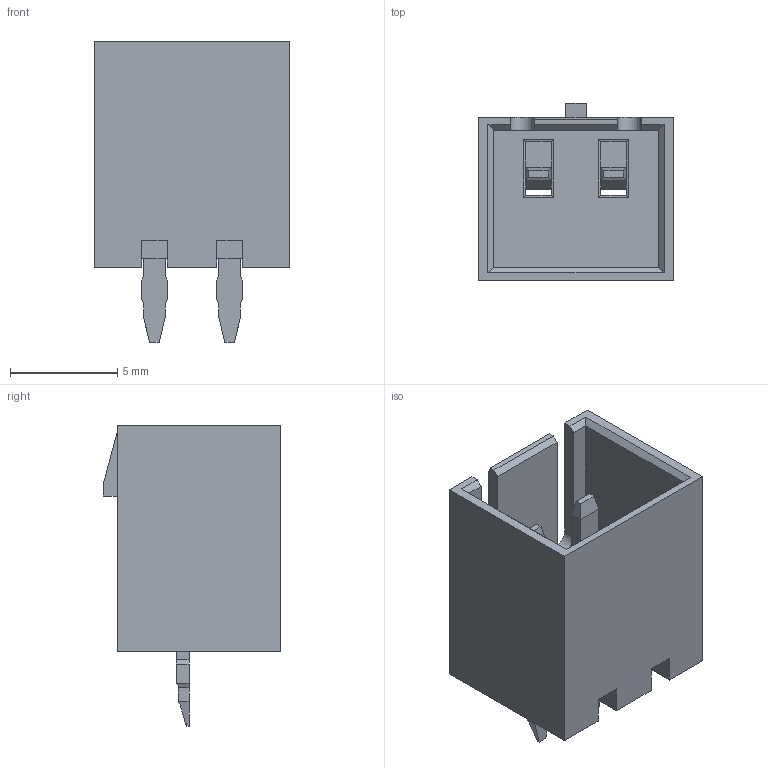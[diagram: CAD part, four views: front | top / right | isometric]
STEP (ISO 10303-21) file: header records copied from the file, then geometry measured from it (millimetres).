
FILE_DESCRIPTION(('STEP AP242'),'1');
FILE_NAME('53258-0229.stp','2021-07-04T18:01:14',('TraceParts'),('TraceParts S.A.'),'Spatial InterOp 3D',' ',' ');
FILE_SCHEMA(('AP242_MANAGED_MODEL_BASED_3D_ENGINEERING_MIM_LF {1 0 10303 442 1 1 4}'));
Length unit declared in the file: millimetre
Products named in the file (1): 53258-0229_1
Bounding box: 9.1 x 8.25 x 14 mm (x, y, z)
Volume: 352.4 mm3; surface area: 788.8 mm2
Topology: 1 solids, 3 shells, 159 faces, 438 edges, 294 vertices
Faces by surface type: plane 157, cylinder 2
Entity records: 4928 total; most frequent: CARTESIAN_POINT 871, ORIENTED_EDGE 854, DIRECTION 768, LINE 430, VECTOR 430, EDGE_CURVE 427, VERTEX_POINT 272, AXIS2_PLACEMENT_3D 169
